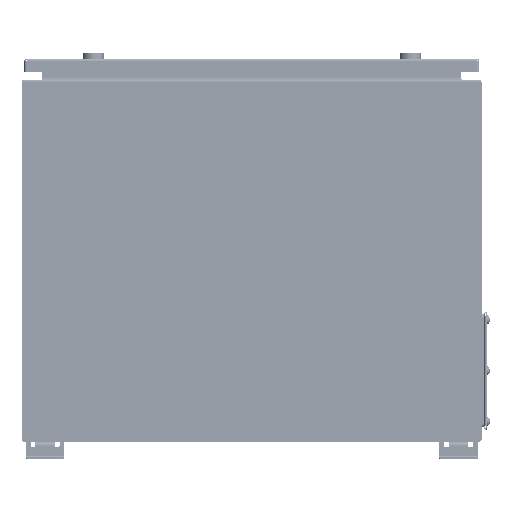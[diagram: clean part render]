
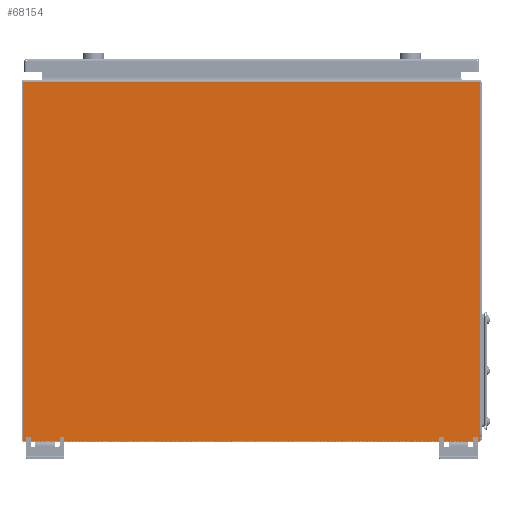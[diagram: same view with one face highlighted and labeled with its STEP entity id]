
A CAD part, left-side view. The second image highlights one B-rep face of the part: STEP entity #68154.
In plain terms, the highlighted planar face has unit normal (-1, 0, 0).
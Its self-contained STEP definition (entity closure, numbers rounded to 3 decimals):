
#3647 = ORIENTED_EDGE ( 'NONE', *, *, #27741, .F. ) ;
#10489 = VERTEX_POINT ( 'NONE', #50338 ) ;
#11311 = CARTESIAN_POINT ( 'NONE',  ( -1.5, -300., 236.5 ) ) ;
#14826 = CIRCLE ( 'NONE', #82300, 3. ) ;
#15962 = VERTEX_POINT ( 'NONE', #52463 ) ;
#17285 = DIRECTION ( 'NONE',  ( 0., 0., 1. ) ) ;
#19461 = EDGE_CURVE ( 'NONE', #22003, #32289, #75925, .T. ) ;
#19921 = ORIENTED_EDGE ( 'NONE', *, *, #28214, .T. ) ;
#22003 = VERTEX_POINT ( 'NONE', #78024 ) ;
#23233 = DIRECTION ( 'NONE',  ( -1., 0., 0. ) ) ;
#26160 = CARTESIAN_POINT ( 'NONE',  ( -1.5, 0., 0. ) ) ;
#27235 = CARTESIAN_POINT ( 'NONE',  ( -1.5, -300., -233.5 ) ) ;
#27741 = EDGE_CURVE ( 'NONE', #10489, #32289, #72346, .T. ) ;
#28214 = EDGE_CURVE ( 'NONE', #15962, #61123, #54202, .T. ) ;
#31495 = LINE ( 'NONE', #55565, #58710 ) ;
#32289 = VERTEX_POINT ( 'NONE', #69912 ) ;
#36772 = DIRECTION ( 'NONE',  ( 0., 0., 1. ) ) ;
#37801 = CARTESIAN_POINT ( 'NONE',  ( -1.5, 300., 236.5 ) ) ;
#39225 = PLANE ( 'NONE',  #47226 ) ;
#40192 = DIRECTION ( 'NONE',  ( 0., 0., 1. ) ) ;
#40734 = DIRECTION ( 'NONE',  ( 0., 1., 0. ) ) ;
#41316 = LINE ( 'NONE', #11311, #72352 ) ;
#42236 = EDGE_LOOP ( 'NONE', ( #76886, #19921, #45083, #61304, #3647, #76888 ) ) ;
#43403 = DIRECTION ( 'NONE',  ( 0., 0., -1. ) ) ;
#44797 = VECTOR ( 'NONE', #40734, 1000. ) ;
#45083 = ORIENTED_EDGE ( 'NONE', *, *, #74739, .F. ) ;
#47226 = AXIS2_PLACEMENT_3D ( 'NONE', #26160, #76483, #71363 ) ;
#47423 = AXIS2_PLACEMENT_3D ( 'NONE', #55801, #62983, #36772 ) ;
#50338 = CARTESIAN_POINT ( 'NONE',  ( -1.5, 300., -233.5 ) ) ;
#51075 = FACE_OUTER_BOUND ( 'NONE', #42236, .T. ) ;
#52254 = EDGE_CURVE ( 'NONE', #15962, #65879, #31495, .T. ) ;
#52463 = CARTESIAN_POINT ( 'NONE',  ( -1.5, -297., -236.5 ) ) ;
#54202 = CIRCLE ( 'NONE', #47423, 3. ) ;
#55565 = CARTESIAN_POINT ( 'NONE',  ( -1.5, -300., -236.5 ) ) ;
#55801 = CARTESIAN_POINT ( 'NONE',  ( -1.5, -297., -233.5 ) ) ;
#56921 = CARTESIAN_POINT ( 'NONE',  ( -1.5, 297., -236.5 ) ) ;
#58278 = VECTOR ( 'NONE', #40192, 1000. ) ;
#58710 = VECTOR ( 'NONE', #62756, 1000. ) ;
#61123 = VERTEX_POINT ( 'NONE', #27235 ) ;
#61304 = ORIENTED_EDGE ( 'NONE', *, *, #19461, .T. ) ;
#62756 = DIRECTION ( 'NONE',  ( 0., 1., 0. ) ) ;
#62983 = DIRECTION ( 'NONE',  ( -1., 0., 0. ) ) ;
#65879 = VERTEX_POINT ( 'NONE', #56921 ) ;
#67427 = EDGE_CURVE ( 'NONE', #10489, #65879, #14826, .T. ) ;
#68154 = ADVANCED_FACE ( 'NONE', ( #51075 ), #39225, .T. ) ;
#69912 = CARTESIAN_POINT ( 'NONE',  ( -1.5, 300., 233.5 ) ) ;
#71363 = DIRECTION ( 'NONE',  ( 0., 0., 1. ) ) ;
#72346 = LINE ( 'NONE', #37801, #58278 ) ;
#72352 = VECTOR ( 'NONE', #43403, 1000. ) ;
#74739 = EDGE_CURVE ( 'NONE', #22003, #61123, #41316, .T. ) ;
#75201 = CARTESIAN_POINT ( 'NONE',  ( -1.5, 297., -233.5 ) ) ;
#75925 = LINE ( 'NONE', #76747, #44797 ) ;
#76483 = DIRECTION ( 'NONE',  ( -1., 0., 0. ) ) ;
#76747 = CARTESIAN_POINT ( 'NONE',  ( -1.5, -300., 233.5 ) ) ;
#76886 = ORIENTED_EDGE ( 'NONE', *, *, #52254, .F. ) ;
#76888 = ORIENTED_EDGE ( 'NONE', *, *, #67427, .T. ) ;
#78024 = CARTESIAN_POINT ( 'NONE',  ( -1.5, -300., 233.5 ) ) ;
#82300 = AXIS2_PLACEMENT_3D ( 'NONE', #75201, #23233, #17285 ) ;
